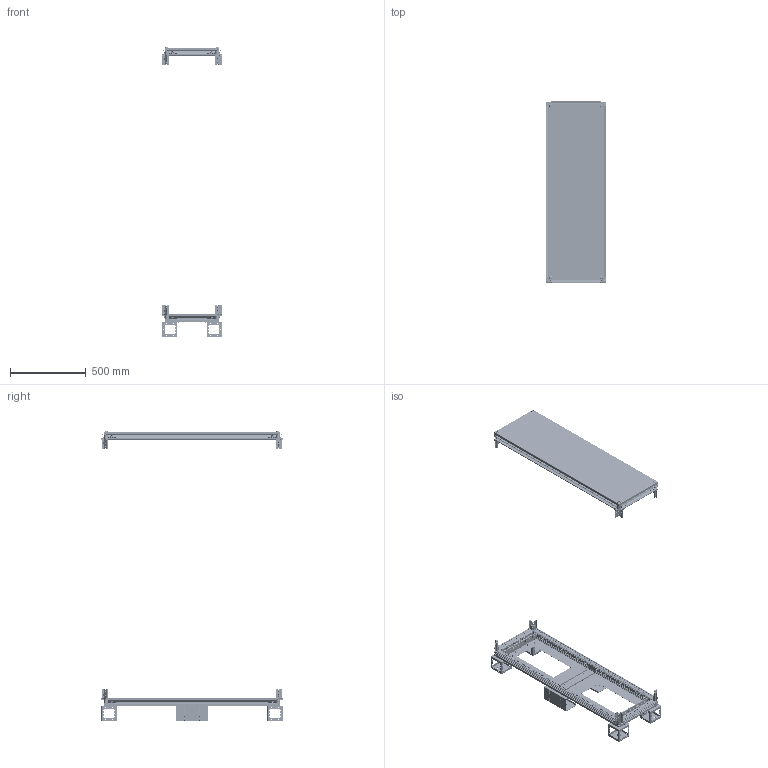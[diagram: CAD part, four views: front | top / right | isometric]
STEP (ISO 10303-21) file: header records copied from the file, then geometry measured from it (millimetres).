
FILE_DESCRIPTION(('CATIA V5 STEP Exchange'),'2;1');
FILE_NAME('EK1240KN.stp','2013-11-19T16:08:39+00:00',('none'),('none'),'CATIA Version 5 Release 20 SP 6 (IN-10)','CATIA V5 STEP AP203','none');
FILE_SCHEMA(('CONFIG_CONTROL_DESIGN'));
Products named in the file (6): Assieme_struttura_1800x1200x0400_IS2_estetico; Assieme_base_struttura_1200x0400_IS2_estetico; 852553_901_00_GIUNTO_TREVIE_IS2_ESTETICO_______________3PD; Assieme_fondo_1200x0400_IS2_estetico; Assieme_tetto_1200x0400_IS2_estetico; Assieme_binario_piastra_0400_IS2
Assembly tree (59 placements, depth 4):
  Assieme_struttura_1800x1200x0400_IS2_estetico
    Assieme_base_struttura_1200x0400_IS2_estetico  x2
      #66
      #49992
      852553_901_00_GIUNTO_TREVIE_IS2_ESTETICO_______________3PD
        #66262
        #68696
        #72471
      #74790
      #76840
    Assieme_fondo_1200x0400_IS2_estetico
      #77674
      #81741  x8
    Assieme_tetto_1200x0400_IS2_estetico
      #82090
      #85397  x4
    Assieme_binario_piastra_0400_IS2  x2
      #86124
      #90346
    #91278
    #94438  x4
    #99806  x2
Bounding box: 394.4 x 1194.4 x 1911.5 mm (x, y, z)
Volume: 5016372.4 mm3; surface area: 5392989.3 mm2
Topology: 107 solids, 107 shells, 15021 faces, 40763 edges, 25594 vertices
Faces by surface type: plane 7243, cylinder 5330, torus 1752, cone 428, sphere 128, revolution 100, bspline 20, extrusion 20
Entity records: 106314 total; most frequent: CARTESIAN_POINT 21039, ORIENTED_EDGE 19654, DIRECTION 13667, EDGE_CURVE 9827, VERTEX_POINT 6160, AXIS2_PLACEMENT_3D 5887, VECTOR 5708, LINE 5698
